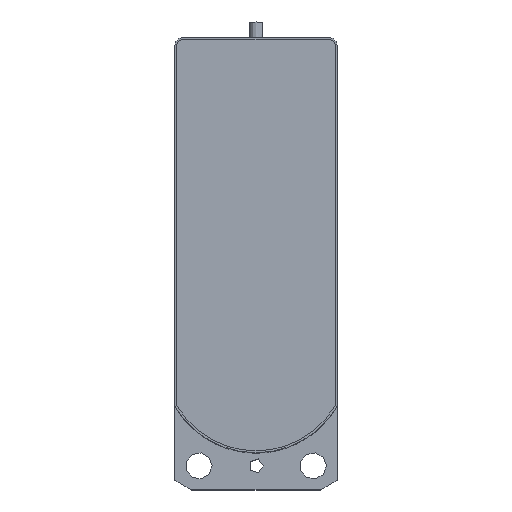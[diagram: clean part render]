
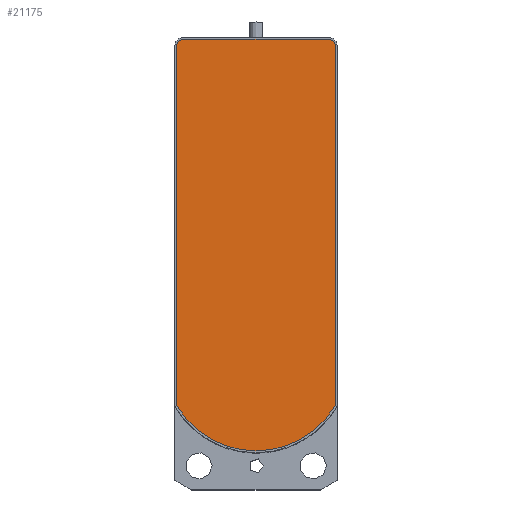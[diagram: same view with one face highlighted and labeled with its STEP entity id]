
A CAD part, top view. The second image highlights one B-rep face of the part: STEP entity #21175.
In plain terms, the highlighted planar face has unit normal (0, 0, 1).
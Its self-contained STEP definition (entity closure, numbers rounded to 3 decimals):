
#412=LINE('',#34164,#2197);
#431=LINE('',#34298,#2216);
#434=LINE('',#34307,#2219);
#2197=VECTOR('',#25219,121.8);
#2216=VECTOR('',#25270,299.054);
#2219=VECTOR('',#25281,299.054);
#4058=PLANE('',#22552);
#5172=FACE_OUTER_BOUND('',#6441,.T.);
#6441=EDGE_LOOP('',(#14445,#14446,#14447,#14448,#14449,#14450));
#7862=CIRCLE('',#22527,5.);
#7864=CIRCLE('',#22530,5.);
#7877=CIRCLE('',#22550,76.4);
#8970=VERTEX_POINT('',#34148);
#8971=VERTEX_POINT('',#34150);
#8974=VERTEX_POINT('',#34157);
#8975=VERTEX_POINT('',#34159);
#9006=VERTEX_POINT('',#34296);
#9008=VERTEX_POINT('',#34302);
#11066=EDGE_CURVE('',#8970,#8971,#7862,.T.);
#11070=EDGE_CURVE('',#8974,#8975,#7864,.T.);
#11073=EDGE_CURVE('',#8975,#8970,#412,.T.);
#11105=EDGE_CURVE('',#9006,#8974,#431,.T.);
#11108=EDGE_CURVE('',#9008,#9006,#7877,.T.);
#11110=EDGE_CURVE('',#8971,#9008,#434,.T.);
#14445=ORIENTED_EDGE('',*,*,#11108,.F.);
#14446=ORIENTED_EDGE('',*,*,#11110,.F.);
#14447=ORIENTED_EDGE('',*,*,#11066,.F.);
#14448=ORIENTED_EDGE('',*,*,#11073,.F.);
#14449=ORIENTED_EDGE('',*,*,#11070,.F.);
#14450=ORIENTED_EDGE('',*,*,#11105,.F.);
#21175=ADVANCED_FACE('',(#5172),#4058,.F.);
#22527=AXIS2_PLACEMENT_3D('',#34151,#25205,#25206);
#22530=AXIS2_PLACEMENT_3D('',#34160,#25213,#25214);
#22550=AXIS2_PLACEMENT_3D('',#34304,#25276,#25277);
#22552=AXIS2_PLACEMENT_3D('',#34308,#25282,#25283);
#25205=DIRECTION('center_axis',(0.,0.,-1.));
#25206=DIRECTION('ref_axis',(0.,1.,0.));
#25213=DIRECTION('center_axis',(0.,0.,-1.));
#25214=DIRECTION('ref_axis',(-1.,0.,0.));
#25219=DIRECTION('',(1.,0.,0.));
#25270=DIRECTION('',(0.,1.,0.));
#25276=DIRECTION('center_axis',(0.,0.,-1.));
#25277=DIRECTION('ref_axis',(0.863,-0.506,0.));
#25281=DIRECTION('',(0.,-1.,0.));
#25282=DIRECTION('center_axis',(0.,0.,-1.));
#25283=DIRECTION('ref_axis',(1.,0.,0.));
#34148=CARTESIAN_POINT('',(60.9,265.4,821.4));
#34150=CARTESIAN_POINT('',(65.9,260.4,821.4));
#34151=CARTESIAN_POINT('Origin',(60.9,260.4,821.4));
#34157=CARTESIAN_POINT('',(-65.9,260.4,821.4));
#34159=CARTESIAN_POINT('',(-60.9,265.4,821.4));
#34160=CARTESIAN_POINT('Origin',(-60.9,260.4,821.4));
#34164=CARTESIAN_POINT('',(-60.9,265.4,821.4));
#34296=CARTESIAN_POINT('',(-65.9,-38.654,821.4));
#34298=CARTESIAN_POINT('',(-65.9,-38.654,821.4));
#34302=CARTESIAN_POINT('',(65.9,-38.654,821.4));
#34304=CARTESIAN_POINT('Origin',(0.,0.,
821.4));
#34307=CARTESIAN_POINT('',(65.9,260.4,821.4));
#34308=CARTESIAN_POINT('Origin',(0.,110.697,
821.4));
